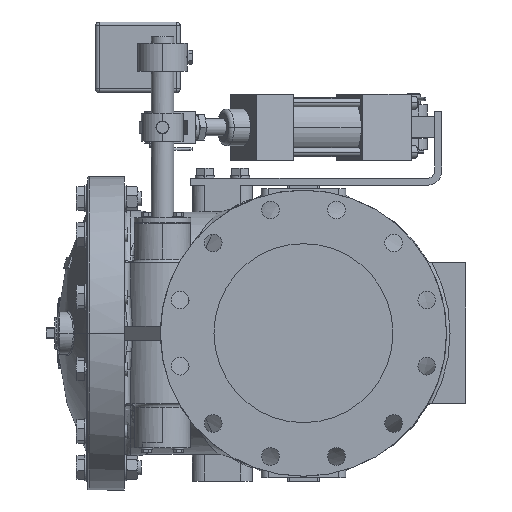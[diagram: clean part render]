
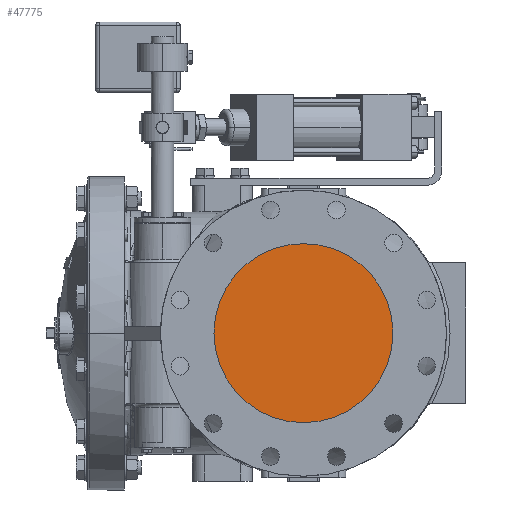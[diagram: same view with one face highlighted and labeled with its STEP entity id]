
A CAD part, left-side view. The second image highlights one B-rep face of the part: STEP entity #47775.
In plain terms, the highlighted planar face has unit normal (-1, 0, 0).
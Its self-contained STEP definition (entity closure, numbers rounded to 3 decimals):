
#17888=CARTESIAN_POINT('',(-12.087,0.,0.));
#17889=DIRECTION('',(1.,0.,0.));
#17890=DIRECTION('',(0.,-1.,0.));
#17891=AXIS2_PLACEMENT_3D('',#17888,#17889,#17890);
#17898=CARTESIAN_POINT('',(-12.087,0.,0.));
#17899=DIRECTION('',(1.,0.,0.));
#17900=DIRECTION('',(0.,1.,0.));
#17901=AXIS2_PLACEMENT_3D('',#17898,#17899,#17900);
#32079=CARTESIAN_POINT('',(-12.087,-5.,0.));
#32080=CARTESIAN_POINT('',(-12.087,5.,0.));
#32081=VERTEX_POINT('',#32079);
#32082=VERTEX_POINT('',#32080);
#47765=CARTESIAN_POINT('',(-12.087,0.,0.));
#47766=DIRECTION('',(1.,0.,0.));
#47767=DIRECTION('',(0.,-1.,0.));
#47768=AXIS2_PLACEMENT_3D('',#47765,#47766,#47767);
#47769=PLANE('',#47768);
#47770=ORIENTED_EDGE('',*,*,#47755,.T.);
#47772=ORIENTED_EDGE('',*,*,#47771,.T.);
#47773=EDGE_LOOP('',(#47770,#47772));
#47774=FACE_OUTER_BOUND('',#47773,.F.);
#17892=CIRCLE('',#17891,5.);
#17902=CIRCLE('',#17901,5.);
#47755=EDGE_CURVE('',#32081,#32082,#17892,.T.);
#47771=EDGE_CURVE('',#32082,#32081,#17902,.T.);
#47775=ADVANCED_FACE('',(#47774),#47769,.F.);
